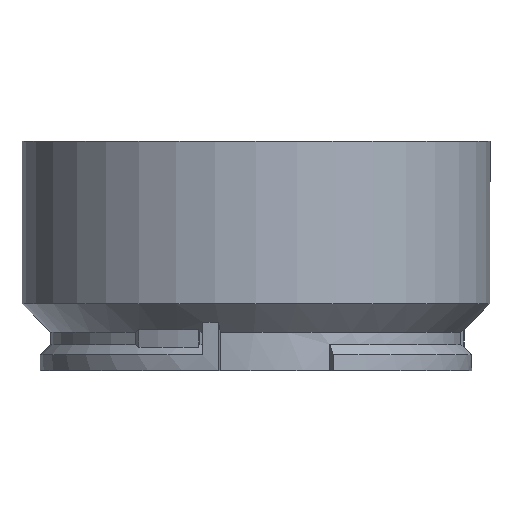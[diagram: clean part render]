
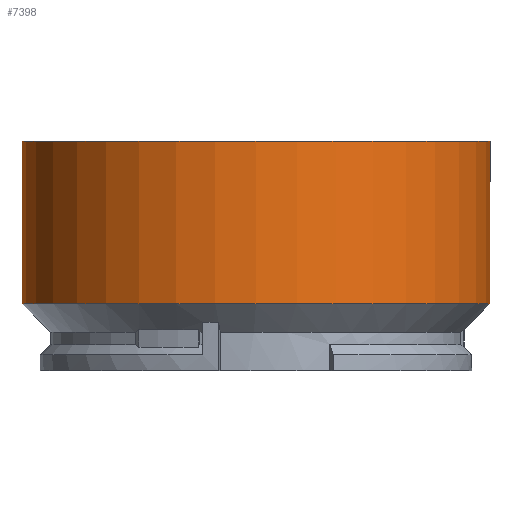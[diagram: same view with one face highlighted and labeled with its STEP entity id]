
A CAD part, left-side view. The second image highlights one B-rep face of the part: STEP entity #7398.
In plain terms, the highlighted cylindrical face has radius 57.5 mm (diameter 115 mm), a partial arc.
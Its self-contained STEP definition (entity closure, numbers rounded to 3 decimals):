
#12 = AXIS2_PLACEMENT_3D ( 'NONE', #8510, #7843, #4559 ) ;
#48 = EDGE_CURVE ( 'NONE', #4422, #8128, #4466, .T. ) ;
#286 = FACE_OUTER_BOUND ( 'NONE', #7180, .T. ) ;
#381 = VECTOR ( 'NONE', #4360, 1000. ) ;
#875 = CIRCLE ( 'NONE', #12, 57.5 ) ;
#896 = CARTESIAN_POINT ( 'NONE',  ( 0., 0., 0. ) ) ;
#1358 = DIRECTION ( 'NONE',  ( 0., 0., -1. ) ) ;
#1545 = ORIENTED_EDGE ( 'NONE', *, *, #2768, .F. ) ;
#1743 = AXIS2_PLACEMENT_3D ( 'NONE', #5701, #2922, #3606 ) ;
#1948 = CARTESIAN_POINT ( 'NONE',  ( 0., 57.5, 0. ) ) ;
#2198 = ORIENTED_EDGE ( 'NONE', *, *, #48, .T. ) ;
#2354 = CIRCLE ( 'NONE', #1743, 57.5 ) ;
#2682 = VECTOR ( 'NONE', #1358, 1000. ) ;
#2768 = EDGE_CURVE ( 'NONE', #5845, #8128, #2354, .T. ) ;
#2922 = DIRECTION ( 'NONE',  ( 0., 0., -1. ) ) ;
#3441 = EDGE_CURVE ( 'NONE', #8364, #4422, #875, .T. ) ;
#3606 = DIRECTION ( 'NONE',  ( 0., 1., 0. ) ) ;
#3975 = CARTESIAN_POINT ( 'NONE',  ( 0., 57.5, 16.5 ) ) ;
#4304 = AXIS2_PLACEMENT_3D ( 'NONE', #896, #7759, #4979 ) ;
#4360 = DIRECTION ( 'NONE',  ( 0., 0., -1. ) ) ;
#4382 = CARTESIAN_POINT ( 'NONE',  ( 0., -57.5, 0. ) ) ;
#4422 = VERTEX_POINT ( 'NONE', #5624 ) ;
#4466 = LINE ( 'NONE', #1948, #2682 ) ;
#4559 = DIRECTION ( 'NONE',  ( 0., 1., 0. ) ) ;
#4979 = DIRECTION ( 'NONE',  ( 0., 1., 0. ) ) ;
#5624 = CARTESIAN_POINT ( 'NONE',  ( 0., 57.5, 56.5 ) ) ;
#5701 = CARTESIAN_POINT ( 'NONE',  ( 0., 0., 16.5 ) ) ;
#5770 = CYLINDRICAL_SURFACE ( 'NONE', #4304, 57.5 ) ;
#5783 = ORIENTED_EDGE ( 'NONE', *, *, #7414, .F. ) ;
#5845 = VERTEX_POINT ( 'NONE', #7436 ) ;
#6312 = CARTESIAN_POINT ( 'NONE',  ( 0., -57.5, 56.5 ) ) ;
#7180 = EDGE_LOOP ( 'NONE', ( #5783, #7974, #2198, #1545 ) ) ;
#7398 = ADVANCED_FACE ( 'NONE', ( #286 ), #5770, .T. ) ;
#7414 = EDGE_CURVE ( 'NONE', #8364, #5845, #8232, .T. ) ;
#7436 = CARTESIAN_POINT ( 'NONE',  ( 0., -57.5, 16.5 ) ) ;
#7759 = DIRECTION ( 'NONE',  ( 0., 0., -1. ) ) ;
#7843 = DIRECTION ( 'NONE',  ( 0., 0., -1. ) ) ;
#7974 = ORIENTED_EDGE ( 'NONE', *, *, #3441, .T. ) ;
#8128 = VERTEX_POINT ( 'NONE', #3975 ) ;
#8232 = LINE ( 'NONE', #4382, #381 ) ;
#8364 = VERTEX_POINT ( 'NONE', #6312 ) ;
#8510 = CARTESIAN_POINT ( 'NONE',  ( 0., 0., 56.5 ) ) ;
